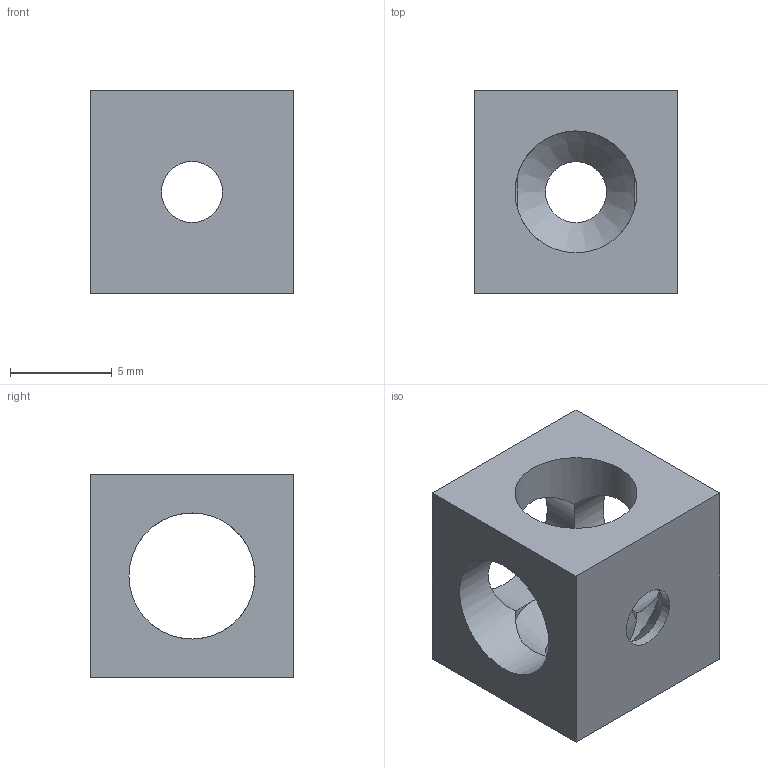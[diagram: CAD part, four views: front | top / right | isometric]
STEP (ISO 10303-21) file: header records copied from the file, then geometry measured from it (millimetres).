
FILE_DESCRIPTION(/* description */ (''),/* implementation_level */ '2;1');
FILE_NAME(/* name */ 'Z-BLOCK-CUBE_M6.step',/* time_stamp */ '2023-01-07T19:04:04+01:00',/* author */ (''),/* organization */ (''),/* preprocessor_version */ 'ST-DEVELOPER v19.2',/* originating_system */ 'Autodesk Translation Framework v11.17.0.187',/* authorisation */ '');
FILE_SCHEMA (('AUTOMOTIVE_DESIGN { 1 0 10303 214 3 1 1 }'));
Length unit declared in the file: millimetre
Products named in the file (1): Z-BLOCK-CUBE_M6
Bounding box: 10 x 10 x 10 mm (x, y, z)
Volume: 504.9 mm3; surface area: 722.7 mm2
Topology: 1 solids, 1 shells, 22 faces, 64 edges, 40 vertices
Faces by surface type: cylinder 14, plane 6, cone 2
Full cylindrical faces by diameter (mm): 3 x2, 6 x2, 6.2 x2
Entity records: 896 total; most frequent: CARTESIAN_POINT 275, ORIENTED_EDGE 128, DIRECTION 114, EDGE_CURVE 64, AXIS2_PLACEMENT_3D 47, VERTEX_POINT 40, EDGE_LOOP 28, FACE_OUTER_BOUND 22
